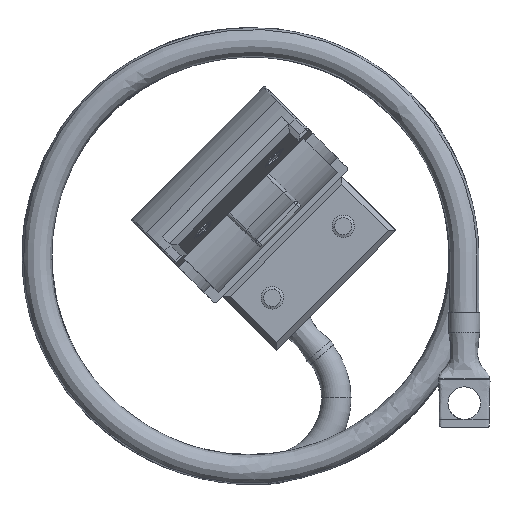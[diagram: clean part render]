
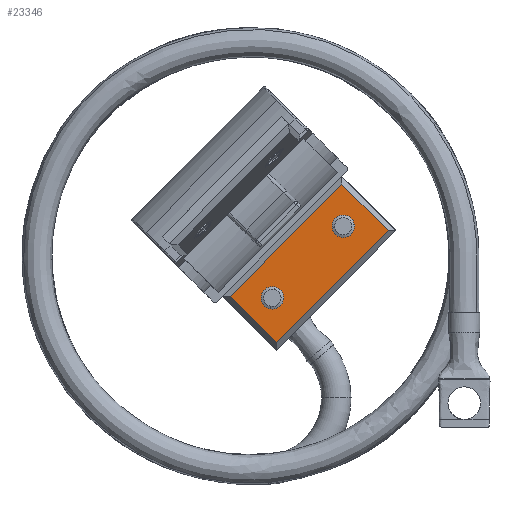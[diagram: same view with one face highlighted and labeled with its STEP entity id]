
A CAD part, front view. The second image highlights one B-rep face of the part: STEP entity #23346.
In plain terms, the highlighted face is planar.
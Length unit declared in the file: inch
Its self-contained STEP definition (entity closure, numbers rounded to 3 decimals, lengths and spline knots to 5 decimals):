
#6053 = CARTESIAN_POINT ( 'NONE',  ( -0.65, -0.73725, 0.7203 ) ) ;
#6108 = CARTESIAN_POINT ( 'NONE',  ( -0.65, -0.61021, 0.55252 ) ) ;
#6118 = CARTESIAN_POINT ( 'NONE',  ( -0.44, -0.61021, 0.55252 ) ) ;
#6124 = CARTESIAN_POINT ( 'NONE',  ( -0.44, -0.73725, 0.7203 ) ) ;
#8637 = LINE ( 'NONE', #12881, #8643 ) ;
#8642 = LINE ( 'NONE', #12858, #8649 ) ;
#8643 = VECTOR ( 'NONE', #12879, 39.37008 ) ;
#8646 = LINE ( 'NONE', #12831, #8653 ) ;
#8649 = VECTOR ( 'NONE', #12964, 39.37008 ) ;
#8652 = LINE ( 'NONE', #12916, #8654 ) ;
#8653 = VECTOR ( 'NONE', #13034, 39.37008 ) ;
#8654 = VECTOR ( 'NONE', #12927, 39.37008 ) ;
#10260 =( BOUNDED_CURVE ( )  B_SPLINE_CURVE ( 3, ( #13031, #12978, #12920, #13059 ),
 .UNSPECIFIED., .F., .T. ) 
 B_SPLINE_CURVE_WITH_KNOTS ( ( 4, 4 ),
 ( 0., 3.14159 ),
 .UNSPECIFIED. ) 
 CURVE ( )  GEOMETRIC_REPRESENTATION_ITEM ( )  RATIONAL_B_SPLINE_CURVE ( ( 1., 0.333, 0.333, 1. ) ) 
 REPRESENTATION_ITEM ( '' )  );
#10268 =( BOUNDED_CURVE ( )  B_SPLINE_CURVE ( 3, ( #12922, #12923, #12935, #12934 ),
 .UNSPECIFIED., .F., .F. ) 
 B_SPLINE_CURVE_WITH_KNOTS ( ( 4, 4 ),
 ( 0., 3.14159 ),
 .UNSPECIFIED. ) 
 CURVE ( )  GEOMETRIC_REPRESENTATION_ITEM ( )  RATIONAL_B_SPLINE_CURVE ( ( 1., 0.333, 0.333, 1. ) ) 
 REPRESENTATION_ITEM ( '' )  );
#12831 = CARTESIAN_POINT ( 'NONE',  ( -0.1, -0.88418, 0.91434 ) ) ;
#12858 = CARTESIAN_POINT ( 'NONE',  ( -0.15402, -0.45552, 0.34823 ) ) ;
#12879 = DIRECTION ( 'NONE',  ( 1., 0., 0. ) ) ;
#12881 = CARTESIAN_POINT ( 'NONE',  ( -1.78, -0.48813, 0.3913 ) ) ;
#12916 = CARTESIAN_POINT ( 'NONE',  ( -1.72598, -0.9168, 0.95741 ) ) ;
#12920 = CARTESIAN_POINT ( 'NONE',  ( -0.23, -0.61021, 0.55252 ) ) ;
#12922 = CARTESIAN_POINT ( 'NONE',  ( -1.44, -0.73725, 0.7203 ) ) ;
#12923 = CARTESIAN_POINT ( 'NONE',  ( -1.23, -0.73725, 0.7203 ) ) ;
#12927 = DIRECTION ( 'NONE',  ( 0., 0.604, -0.797 ) ) ;
#12934 = CARTESIAN_POINT ( 'NONE',  ( -1.44, -0.61021, 0.55252 ) ) ;
#12935 = CARTESIAN_POINT ( 'NONE',  ( -1.23, -0.61021, 0.55252 ) ) ;
#12964 = DIRECTION ( 'NONE',  ( 0., -0.604, 0.797 ) ) ;
#12978 = CARTESIAN_POINT ( 'NONE',  ( -0.23, -0.73725, 0.7203 ) ) ;
#13031 = CARTESIAN_POINT ( 'NONE',  ( -0.44, -0.73725, 0.7203 ) ) ;
#13034 = DIRECTION ( 'NONE',  ( -1., 0., 0. ) ) ;
#13059 = CARTESIAN_POINT ( 'NONE',  ( -0.44, -0.61021, 0.55252 ) ) ;
#16993 = EDGE_CURVE ( 'NONE', #28143, #28154, #23161, .T. ) ;
#17068 = EDGE_CURVE ( 'NONE', #28160, #28162, #23308, .T. ) ;
#18402 = AXIS2_PLACEMENT_3D ( 'NONE', #32019, #31497, #31583 ) ;
#18634 = FACE_BOUND ( 'NONE', #23724, .T. ) ;
#18635 = FACE_OUTER_BOUND ( 'NONE', #24105, .T. ) ;
#18638 = FACE_BOUND ( 'NONE', #29441, .T. ) ;
#22465 = CARTESIAN_POINT ( 'NONE',  ( -0.44, -0.61021, 0.55252 ) ) ;
#22476 = CARTESIAN_POINT ( 'NONE',  ( -0.44, -0.73725, 0.7203 ) ) ;
#22481 = CARTESIAN_POINT ( 'NONE',  ( -1.44, -0.61021, 0.55252 ) ) ;
#22483 = CARTESIAN_POINT ( 'NONE',  ( -1.44, -0.73725, 0.7203 ) ) ;
#22730 = CARTESIAN_POINT ( 'NONE',  ( -0.15402, -0.48813, 0.3913 ) ) ;
#22736 = CARTESIAN_POINT ( 'NONE',  ( -1.72598, -0.48813, 0.3913 ) ) ;
#22748 = CARTESIAN_POINT ( 'NONE',  ( -0.15402, -0.88418, 0.91434 ) ) ;
#22750 = CARTESIAN_POINT ( 'NONE',  ( -1.72598, -0.88418, 0.91434 ) ) ;
#23088 = CARTESIAN_POINT ( 'NONE',  ( -1.44, -0.73725, 0.7203 ) ) ;
#23091 = CARTESIAN_POINT ( 'NONE',  ( -1.44, -0.61021, 0.55252 ) ) ;
#23096 = CARTESIAN_POINT ( 'NONE',  ( -1.65, -0.73725, 0.7203 ) ) ;
#23097 = CARTESIAN_POINT ( 'NONE',  ( -1.65, -0.61021, 0.55252 ) ) ;
#23161 =( BOUNDED_CURVE ( )  B_SPLINE_CURVE ( 3, ( #6118, #6108, #6053, #6124 ),
 .UNSPECIFIED., .F., .F. ) 
 B_SPLINE_CURVE_WITH_KNOTS ( ( 4, 4 ),
 ( 3.14159, 6.28319 ),
 .UNSPECIFIED. ) 
 CURVE ( )  GEOMETRIC_REPRESENTATION_ITEM ( )  RATIONAL_B_SPLINE_CURVE ( ( 1., 0.333, 0.333, 1. ) ) 
 REPRESENTATION_ITEM ( '' )  );
#23308 =( BOUNDED_CURVE ( )  B_SPLINE_CURVE ( 3, ( #23091, #23097, #23096, #23088 ),
 .UNSPECIFIED., .F., .F. ) 
 B_SPLINE_CURVE_WITH_KNOTS ( ( 4, 4 ),
 ( 3.14159, 6.28319 ),
 .UNSPECIFIED. ) 
 CURVE ( )  GEOMETRIC_REPRESENTATION_ITEM ( )  RATIONAL_B_SPLINE_CURVE ( ( 1., 0.333, 0.333, 1. ) ) 
 REPRESENTATION_ITEM ( '' )  );
#23346 = ADVANCED_FACE ( 'NONE', ( #18634, #18638, #18635 ), #31675, .T. ) ;
#23651 = EDGE_CURVE ( 'NONE', #29219, #29215, #8637, .T. ) ;
#23654 = EDGE_CURVE ( 'NONE', #29215, #29227, #8642, .T. ) ;
#23656 = EDGE_CURVE ( 'NONE', #29227, #29228, #8646, .T. ) ;
#23657 = EDGE_CURVE ( 'NONE', #29228, #29219, #8652, .T. ) ;
#23658 = EDGE_CURVE ( 'NONE', #28154, #28143, #10260, .T. ) ;
#23659 = EDGE_CURVE ( 'NONE', #28162, #28160, #10268, .T. ) ;
#23724 = EDGE_LOOP ( 'NONE', ( #30546, #30547 ) ) ;
#24105 = EDGE_LOOP ( 'NONE', ( #30550, #30551, #30552, #30553 ) ) ;
#28143 = VERTEX_POINT ( 'NONE', #22465 ) ;
#28154 = VERTEX_POINT ( 'NONE', #22476 ) ;
#28160 = VERTEX_POINT ( 'NONE', #22481 ) ;
#28162 = VERTEX_POINT ( 'NONE', #22483 ) ;
#29215 = VERTEX_POINT ( 'NONE', #22730 ) ;
#29219 = VERTEX_POINT ( 'NONE', #22736 ) ;
#29227 = VERTEX_POINT ( 'NONE', #22748 ) ;
#29228 = VERTEX_POINT ( 'NONE', #22750 ) ;
#29441 = EDGE_LOOP ( 'NONE', ( #30548, #30549 ) ) ;
#30546 = ORIENTED_EDGE ( 'NONE', *, *, #23658, .T. ) ;
#30547 = ORIENTED_EDGE ( 'NONE', *, *, #16993, .T. ) ;
#30548 = ORIENTED_EDGE ( 'NONE', *, *, #23659, .T. ) ;
#30549 = ORIENTED_EDGE ( 'NONE', *, *, #17068, .T. ) ;
#30550 = ORIENTED_EDGE ( 'NONE', *, *, #23651, .T. ) ;
#30551 = ORIENTED_EDGE ( 'NONE', *, *, #23654, .T. ) ;
#30552 = ORIENTED_EDGE ( 'NONE', *, *, #23656, .T. ) ;
#30553 = ORIENTED_EDGE ( 'NONE', *, *, #23657, .T. ) ;
#31497 = DIRECTION ( 'NONE',  ( 0., -0.797, -0.604 ) ) ;
#31583 = DIRECTION ( 'NONE',  ( 0., 0.604, -0.797 ) ) ;
#31675 = PLANE ( 'NONE',  #18402 ) ;
#32019 = CARTESIAN_POINT ( 'NONE',  ( 0., -0.12193, -0.09232 ) ) ;
